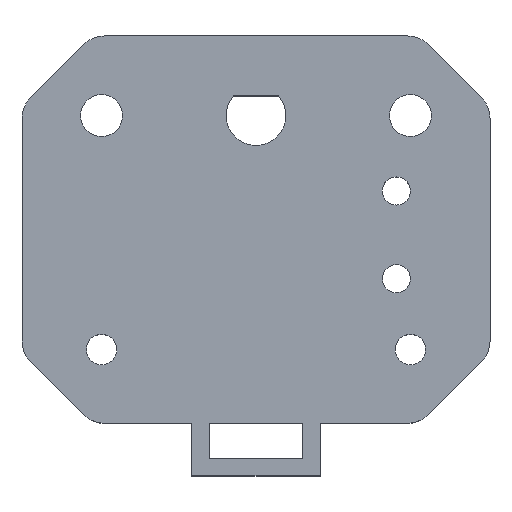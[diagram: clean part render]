
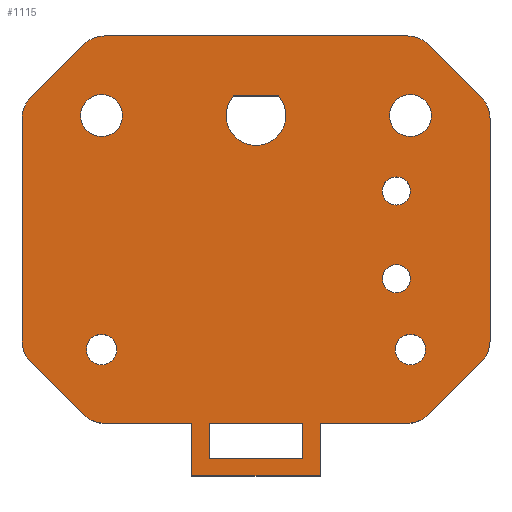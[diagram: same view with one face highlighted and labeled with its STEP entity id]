
A CAD part, top view. The second image highlights one B-rep face of the part: STEP entity #1115.
In plain terms, the highlighted planar face has unit normal (0, 0, 1).
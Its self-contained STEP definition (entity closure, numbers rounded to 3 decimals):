
#41=FACE_BOUND('',#201,.T.);
#42=FACE_BOUND('',#202,.T.);
#43=FACE_BOUND('',#203,.T.);
#44=FACE_BOUND('',#204,.T.);
#45=FACE_BOUND('',#205,.T.);
#46=FACE_BOUND('',#206,.T.);
#47=FACE_BOUND('',#207,.T.);
#48=FACE_BOUND('',#208,.T.);
#51=CIRCLE('',#1146,2.4);
#52=CIRCLE('',#1148,2.4);
#53=CIRCLE('',#1150,5.);
#67=CIRCLE('',#1167,5.);
#68=CIRCLE('',#1170,5.);
#69=CIRCLE('',#1173,5.);
#70=CIRCLE('',#1176,5.);
#71=CIRCLE('',#1178,5.);
#72=CIRCLE('',#1181,5.);
#74=CIRCLE('',#1185,5.);
#76=CIRCLE('',#1200,2.6);
#77=CIRCLE('',#1206,3.6);
#78=CIRCLE('',#1208,3.6);
#79=CIRCLE('',#1210,5.1);
#80=CIRCLE('',#1212,2.6);
#135=FACE_OUTER_BOUND('',#200,.T.);
#200=EDGE_LOOP('',(#990,#991,#992,#993,#994,#995,#996,#997,#998,#999,#1000,
#1001,#1002,#1003,#1004,#1005,#1006,#1007,#1008,#1009));
#201=EDGE_LOOP('',(#1010));
#202=EDGE_LOOP('',(#1011));
#203=EDGE_LOOP('',(#1012));
#204=EDGE_LOOP('',(#1013,#1014));
#205=EDGE_LOOP('',(#1015));
#206=EDGE_LOOP('',(#1016));
#207=EDGE_LOOP('',(#1017,#1018,#1019,#1020));
#208=EDGE_LOOP('',(#1021));
#246=LINE('',#1598,#369);
#255=LINE('',#1624,#378);
#273=LINE('',#1685,#396);
#276=LINE('',#1693,#399);
#280=LINE('',#1703,#403);
#283=LINE('',#1713,#406);
#286=LINE('',#1721,#409);
#288=LINE('',#1729,#411);
#289=LINE('',#1732,#412);
#312=LINE('',#1780,#435);
#317=LINE('',#1792,#440);
#319=LINE('',#1796,#442);
#321=LINE('',#1800,#444);
#323=LINE('',#1803,#446);
#328=LINE('',#1821,#451);
#329=LINE('',#1824,#452);
#331=LINE('',#1827,#454);
#369=VECTOR('',#1286,10.);
#378=VECTOR('',#1311,10.);
#396=VECTOR('',#1361,10.);
#399=VECTOR('',#1370,10.);
#403=VECTOR('',#1380,10.);
#406=VECTOR('',#1393,10.);
#409=VECTOR('',#1402,10.);
#411=VECTOR('',#1412,10.);
#412=VECTOR('',#1415,10.);
#435=VECTOR('',#1458,10.);
#440=VECTOR('',#1471,10.);
#442=VECTOR('',#1475,10.);
#444=VECTOR('',#1479,10.);
#446=VECTOR('',#1483,10.);
#451=VECTOR('',#1506,10.);
#452=VECTOR('',#1509,10.);
#454=VECTOR('',#1513,10.);
#482=VERTEX_POINT('',#1595);
#483=VERTEX_POINT('',#1597);
#485=VERTEX_POINT('',#1603);
#486=VERTEX_POINT('',#1607);
#487=VERTEX_POINT('',#1611);
#488=VERTEX_POINT('',#1612);
#492=VERTEX_POINT('',#1622);
#518=VERTEX_POINT('',#1679);
#519=VERTEX_POINT('',#1683);
#520=VERTEX_POINT('',#1687);
#521=VERTEX_POINT('',#1691);
#522=VERTEX_POINT('',#1695);
#523=VERTEX_POINT('',#1697);
#524=VERTEX_POINT('',#1701);
#525=VERTEX_POINT('',#1707);
#526=VERTEX_POINT('',#1711);
#527=VERTEX_POINT('',#1715);
#528=VERTEX_POINT('',#1719);
#530=VERTEX_POINT('',#1725);
#531=VERTEX_POINT('',#1731);
#545=VERTEX_POINT('',#1777);
#546=VERTEX_POINT('',#1779);
#547=VERTEX_POINT('',#1785);
#548=VERTEX_POINT('',#1789);
#549=VERTEX_POINT('',#1791);
#550=VERTEX_POINT('',#1795);
#551=VERTEX_POINT('',#1799);
#552=VERTEX_POINT('',#1805);
#553=VERTEX_POINT('',#1809);
#554=VERTEX_POINT('',#1815);
#555=VERTEX_POINT('',#1819);
#556=VERTEX_POINT('',#1823);
#596=EDGE_CURVE('',#483,#482,#246,.T.);
#600=EDGE_CURVE('',#485,#485,#51,.T.);
#602=EDGE_CURVE('',#486,#486,#52,.T.);
#603=EDGE_CURVE('',#487,#488,#53,.T.);
#609=EDGE_CURVE('',#487,#492,#255,.T.);
#638=EDGE_CURVE('',#518,#492,#67,.T.);
#640=EDGE_CURVE('',#519,#518,#273,.T.);
#641=EDGE_CURVE('',#520,#519,#68,.T.);
#644=EDGE_CURVE('',#520,#521,#276,.T.);
#646=EDGE_CURVE('',#522,#523,#69,.T.);
#649=EDGE_CURVE('',#524,#522,#280,.T.);
#650=EDGE_CURVE('',#483,#524,#70,.T.);
#652=EDGE_CURVE('',#525,#482,#71,.T.);
#654=EDGE_CURVE('',#526,#525,#283,.T.);
#655=EDGE_CURVE('',#527,#526,#72,.T.);
#658=EDGE_CURVE('',#527,#528,#286,.T.);
#661=EDGE_CURVE('',#530,#528,#74,.T.);
#662=EDGE_CURVE('',#488,#530,#288,.T.);
#663=EDGE_CURVE('',#531,#523,#289,.T.);
#687=EDGE_CURVE('',#546,#545,#312,.T.);
#690=EDGE_CURVE('',#547,#547,#76,.T.);
#693=EDGE_CURVE('',#549,#548,#317,.T.);
#695=EDGE_CURVE('',#550,#549,#319,.T.);
#697=EDGE_CURVE('',#551,#550,#321,.T.);
#699=EDGE_CURVE('',#548,#551,#323,.T.);
#700=EDGE_CURVE('',#552,#552,#77,.T.);
#702=EDGE_CURVE('',#553,#553,#78,.T.);
#704=EDGE_CURVE('',#545,#546,#79,.T.);
#705=EDGE_CURVE('',#554,#554,#80,.T.);
#708=EDGE_CURVE('',#521,#555,#328,.T.);
#709=EDGE_CURVE('',#556,#531,#329,.T.);
#711=EDGE_CURVE('',#555,#556,#331,.T.);
#990=ORIENTED_EDGE('',*,*,#603,.F.);
#991=ORIENTED_EDGE('',*,*,#609,.T.);
#992=ORIENTED_EDGE('',*,*,#638,.F.);
#993=ORIENTED_EDGE('',*,*,#640,.F.);
#994=ORIENTED_EDGE('',*,*,#641,.F.);
#995=ORIENTED_EDGE('',*,*,#644,.T.);
#996=ORIENTED_EDGE('',*,*,#708,.T.);
#997=ORIENTED_EDGE('',*,*,#711,.T.);
#998=ORIENTED_EDGE('',*,*,#709,.T.);
#999=ORIENTED_EDGE('',*,*,#663,.T.);
#1000=ORIENTED_EDGE('',*,*,#646,.F.);
#1001=ORIENTED_EDGE('',*,*,#649,.F.);
#1002=ORIENTED_EDGE('',*,*,#650,.F.);
#1003=ORIENTED_EDGE('',*,*,#596,.T.);
#1004=ORIENTED_EDGE('',*,*,#652,.F.);
#1005=ORIENTED_EDGE('',*,*,#654,.F.);
#1006=ORIENTED_EDGE('',*,*,#655,.F.);
#1007=ORIENTED_EDGE('',*,*,#658,.T.);
#1008=ORIENTED_EDGE('',*,*,#661,.F.);
#1009=ORIENTED_EDGE('',*,*,#662,.F.);
#1010=ORIENTED_EDGE('',*,*,#600,.T.);
#1011=ORIENTED_EDGE('',*,*,#602,.T.);
#1012=ORIENTED_EDGE('',*,*,#705,.T.);
#1013=ORIENTED_EDGE('',*,*,#704,.T.);
#1014=ORIENTED_EDGE('',*,*,#687,.T.);
#1015=ORIENTED_EDGE('',*,*,#702,.T.);
#1016=ORIENTED_EDGE('',*,*,#700,.T.);
#1017=ORIENTED_EDGE('',*,*,#699,.T.);
#1018=ORIENTED_EDGE('',*,*,#697,.T.);
#1019=ORIENTED_EDGE('',*,*,#695,.T.);
#1020=ORIENTED_EDGE('',*,*,#693,.T.);
#1021=ORIENTED_EDGE('',*,*,#690,.T.);
#1060=PLANE('',#1216);
#1115=ADVANCED_FACE('',(#135,#41,#42,#43,#44,#45,#46,#47,#48),#1060,.T.);
#1146=AXIS2_PLACEMENT_3D('',#1605,#1292,#1293);
#1148=AXIS2_PLACEMENT_3D('',#1609,#1297,#1298);
#1150=AXIS2_PLACEMENT_3D('',#1613,#1301,#1302);
#1167=AXIS2_PLACEMENT_3D('',#1681,#1356,#1357);
#1170=AXIS2_PLACEMENT_3D('',#1688,#1364,#1365);
#1173=AXIS2_PLACEMENT_3D('',#1698,#1374,#1375);
#1176=AXIS2_PLACEMENT_3D('',#1705,#1383,#1384);
#1178=AXIS2_PLACEMENT_3D('',#1709,#1388,#1389);
#1181=AXIS2_PLACEMENT_3D('',#1716,#1396,#1397);
#1185=AXIS2_PLACEMENT_3D('',#1727,#1408,#1409);
#1200=AXIS2_PLACEMENT_3D('',#1786,#1465,#1466);
#1206=AXIS2_PLACEMENT_3D('',#1806,#1486,#1487);
#1208=AXIS2_PLACEMENT_3D('',#1810,#1491,#1492);
#1210=AXIS2_PLACEMENT_3D('',#1813,#1496,#1497);
#1212=AXIS2_PLACEMENT_3D('',#1816,#1500,#1501);
#1216=AXIS2_PLACEMENT_3D('',#1828,#1514,#1515);
#1286=DIRECTION('',(0.,1.,0.));
#1292=DIRECTION('center_axis',(0.,0.,-1.));
#1293=DIRECTION('ref_axis',(1.,0.,0.));
#1297=DIRECTION('center_axis',(0.,0.,-1.));
#1298=DIRECTION('ref_axis',(1.,0.,0.));
#1301=DIRECTION('center_axis',(0.,0.,-1.));
#1302=DIRECTION('ref_axis',(-0.924,0.383,0.));
#1311=DIRECTION('',(0.,-1.,0.));
#1356=DIRECTION('center_axis',(0.,0.,-1.));
#1357=DIRECTION('ref_axis',(-0.924,-0.383,0.));
#1361=DIRECTION('',(-0.707,0.707,0.));
#1364=DIRECTION('center_axis',(0.,0.,-1.));
#1365=DIRECTION('ref_axis',(-0.383,-0.924,0.));
#1370=DIRECTION('',(1.,0.,0.));
#1374=DIRECTION('center_axis',(0.,0.,-1.));
#1375=DIRECTION('ref_axis',(0.383,-0.924,0.));
#1380=DIRECTION('',(-0.707,-0.707,0.));
#1383=DIRECTION('center_axis',(0.,0.,-1.));
#1384=DIRECTION('ref_axis',(0.924,-0.383,0.));
#1388=DIRECTION('center_axis',(0.,0.,-1.));
#1389=DIRECTION('ref_axis',(0.924,0.383,0.));
#1393=DIRECTION('',(0.707,-0.707,0.));
#1396=DIRECTION('center_axis',(0.,0.,-1.));
#1397=DIRECTION('ref_axis',(0.383,0.924,0.));
#1402=DIRECTION('',(-1.,0.,0.));
#1408=DIRECTION('center_axis',(0.,0.,-1.));
#1409=DIRECTION('ref_axis',(-0.383,0.924,0.));
#1412=DIRECTION('',(0.707,0.707,0.));
#1415=DIRECTION('',(1.,0.,0.));
#1458=DIRECTION('',(1.,0.,0.));
#1465=DIRECTION('center_axis',(0.,0.,-1.));
#1466=DIRECTION('ref_axis',(1.,0.,0.));
#1471=DIRECTION('',(0.,-1.,0.));
#1475=DIRECTION('',(1.,0.,0.));
#1479=DIRECTION('',(0.,1.,0.));
#1483=DIRECTION('',(-1.,0.,0.));
#1486=DIRECTION('center_axis',(0.,0.,-1.));
#1487=DIRECTION('ref_axis',(1.,0.,0.));
#1491=DIRECTION('center_axis',(0.,0.,-1.));
#1492=DIRECTION('ref_axis',(1.,0.,0.));
#1496=DIRECTION('center_axis',(0.,0.,-1.));
#1497=DIRECTION('ref_axis',(-0.755,0.656,0.));
#1500=DIRECTION('center_axis',(0.,0.,-1.));
#1501=DIRECTION('ref_axis',(1.,0.,0.));
#1506=DIRECTION('',(0.,-1.,0.));
#1509=DIRECTION('',(0.,1.,0.));
#1513=DIRECTION('',(1.,0.,0.));
#1514=DIRECTION('center_axis',(0.,0.,1.));
#1515=DIRECTION('ref_axis',(1.,0.,0.));
#1595=CARTESIAN_POINT('',(40.,-14.071,10.));
#1597=CARTESIAN_POINT('',(40.,-52.129,10.));
#1598=CARTESIAN_POINT('',(40.,0.,10.));
#1603=CARTESIAN_POINT('',(21.6,-26.5,10.));
#1605=CARTESIAN_POINT('Origin',(24.,-26.5,10.));
#1607=CARTESIAN_POINT('',(21.6,-41.5,10.));
#1609=CARTESIAN_POINT('Origin',(24.,-41.5,10.));
#1611=CARTESIAN_POINT('',(-40.,-14.071,10.));
#1612=CARTESIAN_POINT('',(-38.536,-10.536,10.));
#1613=CARTESIAN_POINT('Origin',(-35.,-14.071,10.));
#1622=CARTESIAN_POINT('',(-40.,-52.129,10.));
#1624=CARTESIAN_POINT('',(-40.,-66.2,10.));
#1679=CARTESIAN_POINT('',(-38.536,-55.664,10.));
#1681=CARTESIAN_POINT('Origin',(-35.,-52.129,10.));
#1683=CARTESIAN_POINT('',(-29.464,-64.736,10.));
#1685=CARTESIAN_POINT('',(-31.15,-63.05,10.));
#1687=CARTESIAN_POINT('',(-25.929,-66.2,10.));
#1688=CARTESIAN_POINT('Origin',(-25.929,-61.2,10.));
#1691=CARTESIAN_POINT('',(-11.,-66.2,10.));
#1693=CARTESIAN_POINT('',(40.,-66.2,10.));
#1695=CARTESIAN_POINT('',(29.464,-64.736,10.));
#1697=CARTESIAN_POINT('',(25.929,-66.2,10.));
#1698=CARTESIAN_POINT('Origin',(25.929,-61.2,10.));
#1701=CARTESIAN_POINT('',(38.536,-55.664,10.));
#1703=CARTESIAN_POINT('',(31.15,-63.05,10.));
#1705=CARTESIAN_POINT('Origin',(35.,-52.129,10.));
#1707=CARTESIAN_POINT('',(38.536,-10.536,10.));
#1709=CARTESIAN_POINT('Origin',(35.,-14.071,10.));
#1711=CARTESIAN_POINT('',(29.464,-1.464,10.));
#1713=CARTESIAN_POINT('',(33.4,-5.4,10.));
#1715=CARTESIAN_POINT('',(25.929,0.,10.));
#1716=CARTESIAN_POINT('Origin',(25.929,-5.,10.));
#1719=CARTESIAN_POINT('',(-25.929,0.,10.));
#1721=CARTESIAN_POINT('',(-40.,0.,10.));
#1725=CARTESIAN_POINT('',(-29.464,-1.464,10.));
#1727=CARTESIAN_POINT('Origin',(-25.929,-5.,10.));
#1729=CARTESIAN_POINT('',(-33.4,-5.4,10.));
#1731=CARTESIAN_POINT('',(11.,-66.2,10.));
#1732=CARTESIAN_POINT('',(40.,-66.2,10.));
#1777=CARTESIAN_POINT('',(3.85,-10.255,10.));
#1779=CARTESIAN_POINT('',(-3.85,-10.255,10.));
#1780=CARTESIAN_POINT('',(-3.85,-10.255,10.));
#1785=CARTESIAN_POINT('',(23.8,-53.6,10.));
#1786=CARTESIAN_POINT('Origin',(26.4,-53.6,10.));
#1789=CARTESIAN_POINT('',(8.,-72.2,10.));
#1791=CARTESIAN_POINT('',(8.,-66.2,10.));
#1792=CARTESIAN_POINT('',(8.,-66.2,10.));
#1795=CARTESIAN_POINT('',(-8.,-66.2,10.));
#1796=CARTESIAN_POINT('',(-8.,-66.2,10.));
#1799=CARTESIAN_POINT('',(-8.,-72.2,10.));
#1800=CARTESIAN_POINT('',(-8.,-72.2,10.));
#1803=CARTESIAN_POINT('',(8.,-72.2,10.));
#1805=CARTESIAN_POINT('',(-30.,-13.6,10.));
#1806=CARTESIAN_POINT('Origin',(-26.4,-13.6,10.));
#1809=CARTESIAN_POINT('',(22.8,-13.6,10.));
#1810=CARTESIAN_POINT('Origin',(26.4,-13.6,10.));
#1813=CARTESIAN_POINT('Origin',(0.,-13.6,10.));
#1815=CARTESIAN_POINT('',(-29.,-53.6,10.));
#1816=CARTESIAN_POINT('Origin',(-26.4,-53.6,10.));
#1819=CARTESIAN_POINT('',(-11.,-75.2,10.));
#1821=CARTESIAN_POINT('',(-11.,-75.2,10.));
#1823=CARTESIAN_POINT('',(11.,-75.2,10.));
#1824=CARTESIAN_POINT('',(11.,-66.2,10.));
#1827=CARTESIAN_POINT('',(11.,-75.2,10.));
#1828=CARTESIAN_POINT('Origin',(0.,-37.6,10.));
